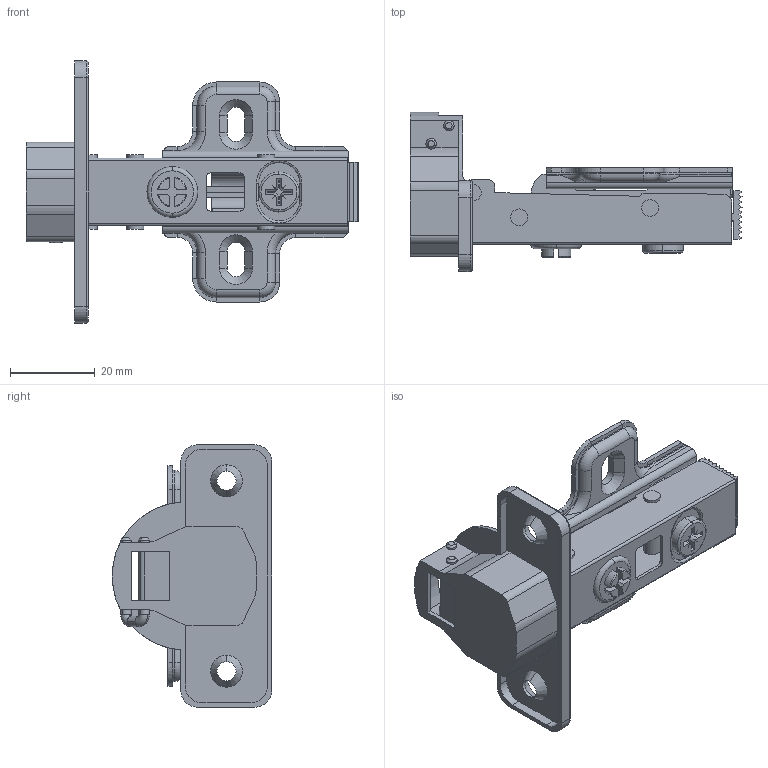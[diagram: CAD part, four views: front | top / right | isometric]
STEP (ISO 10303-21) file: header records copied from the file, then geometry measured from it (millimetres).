
FILE_DESCRIPTION (( 'STEP AP214' ), '1' );
FILE_NAME ('F000003-CLOSE_3D.step', '2022-06-06T12:48:06', ( '' ), ( '' ), 'SwSTEP 2.0', 'SolidWorks 2020', '' );
FILE_SCHEMA (( 'AUTOMOTIVE_DESIGN' ));
Length unit declared in the file: millimetre
Products named in the file (7): F000003-CLOSE_3D; 鋀p; Spoj raminka miska; Vidlice; Miska; F000046_3D; Raminko nalozeny NC50
Assembly tree (9 placements, depth 2):
  F000003-CLOSE_3D
    Raminko nalozeny NC50
    Spoj raminka miska
    Miska
    Vidlice
    鋀p  x4
    F000046_3D
Bounding box: 78.47 x 37.7 x 62 mm (x, y, z)
Volume: 10438.1 mm3; surface area: 20549.8 mm2
Topology: 12 solids, 12 shells, 705 faces, 1875 edges, 1188 vertices
Faces by surface type: plane 390, cylinder 233, torus 45, cone 24, bspline 10, sphere 3
Entity records: 22342 total; most frequent: CARTESIAN_POINT 4474, ORIENTED_EDGE 3706, DIRECTION 3681, EDGE_CURVE 1853, AXIS2_PLACEMENT_3D 1243, VECTOR 1195, LINE 1195, VERTEX_POINT 1176
